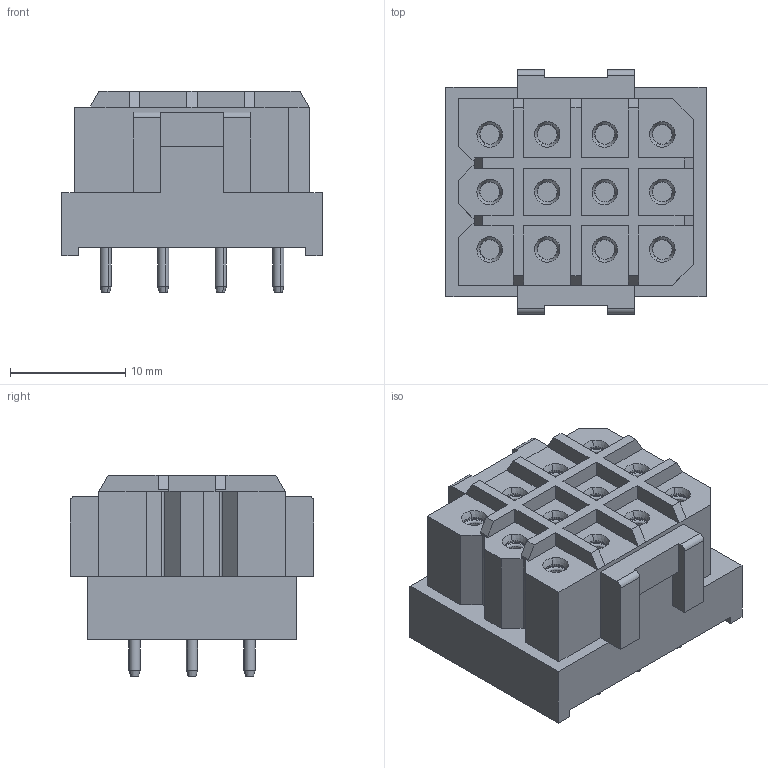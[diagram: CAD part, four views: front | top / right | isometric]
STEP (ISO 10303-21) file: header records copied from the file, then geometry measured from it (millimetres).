
FILE_DESCRIPTION(('CATIA V5 STEP Exchange','CAx-IF Rec.Pracs.--- Model Styling and Organization---1.2---2011-12-15'),'2;1');
FILE_NAME ('D1452031_0_1443300000_1443300000.stp','2018-09-20T17:37:21+00:00',('none'),('Weidmueller'),'CATIA Version 5-6 Release 2014','CATIA V5 STEP AP214','none');
FILE_SCHEMA(('AUTOMOTIVE_DESIGN { 1 0 10303 214 1 1 1 1 }'));
Length unit declared in the file: millimetre
Products named in the file (1): 1443300000
Bounding box: 22.6 x 21.2 x 17.5 mm (x, y, z)
Volume: 4462.8 mm3; surface area: 5217.7 mm2
Topology: 13 solids, 13 shells, 494 faces, 1064 edges, 646 vertices
Faces by surface type: plane 176, cylinder 174, cone 96, torus 48
Entity records: 11527 total; most frequent: ORIENTED_EDGE 2128, CARTESIAN_POINT 1942, DIRECTION 1490, EDGE_CURVE 1064, AXIS2_PLACEMENT_3D 730, VERTEX_POINT 646, EDGE_LOOP 568, VECTOR 546
